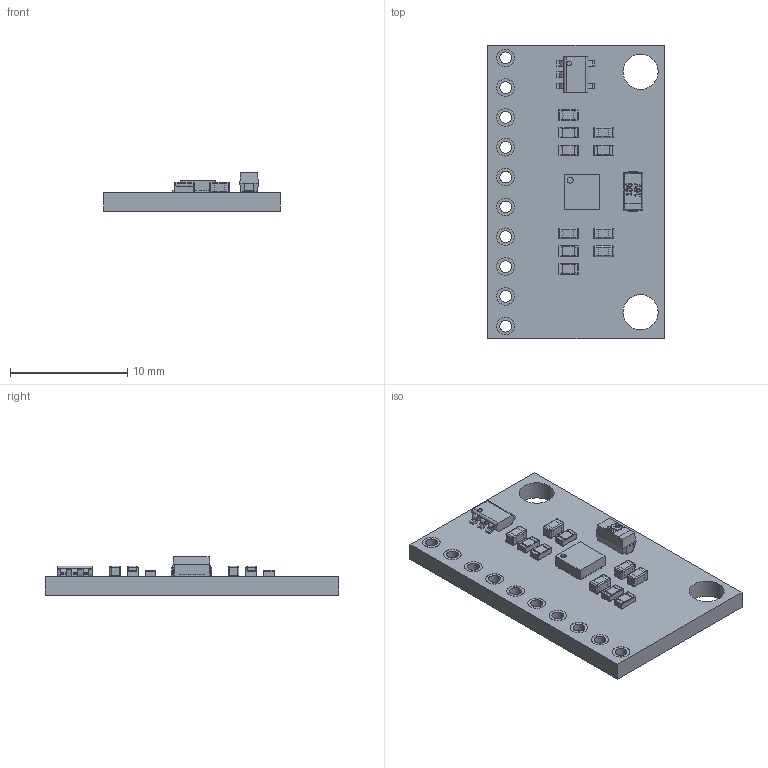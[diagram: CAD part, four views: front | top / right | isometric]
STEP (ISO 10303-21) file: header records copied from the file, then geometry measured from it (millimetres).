
FILE_DESCRIPTION(/* description */ ('VariCAD 2022-1.06 AP-214'),/* implementation_level */ '2;1');
FILE_NAME(/* name */ 'MPU-9250.stp',/* time_stamp */ '2022-05-02T11:57:45+01:00',/* author */ (''),/* organization */ (''),/* preprocessor_version */ 'VariCAD 2022-1.06',/* originating_system */ 'VariCAD 2022-1.06; kernel version (20180118)',/* authorisation */ '');
FILE_SCHEMA(('AUTOMOTIVE_DESIGN'));
Length unit declared in the file: millimetre
Products named in the file (45): MPU-9250; SOT23_5; board; hole_plating; QFN-24 3x3 0.4mm; tantalum 10uF; RESC-06031; RESC-06032; RESC-06033; CAPC-0603-T0.9-BN
Assembly tree (44 placements, depth 2):
  MPU-9250
    SOT23_5
    board
    hole_plating
    hole_plating
    hole_plating
    hole_plating
    hole_plating
    hole_plating
    hole_plating
    hole_plating
    hole_plating
    hole_plating
    hole_plating
    hole_plating
    hole_plating
    hole_plating
    hole_plating
    hole_plating
    hole_plating
    hole_plating
    hole_plating
    hole_plating
    QFN-24 3x3 0.4mm
    tantalum 10uF
    RESC-06031
    RESC-06031
    RESC-06031
    RESC-06031
    RESC-06031
    RESC-06032
    RESC-06032
    RESC-06032
    RESC-06032
    RESC-06032
    RESC-06033
    RESC-06033
    RESC-06033
    RESC-06033
    RESC-06033
    CAPC-0603-T0.9-BN
    CAPC-0603-T0.9-BN
    CAPC-0603-T0.9-BN
    CAPC-0603-T0.9-BN
    CAPC-0603-T0.9-BN
Bounding box: 15 x 25 x 3.28 mm (x, y, z)
Volume: 581.9 mm3; surface area: 1119.1 mm2
Topology: 43 solids, 44 shells, 819 faces, 2268 edges, 1503 vertices
Faces by surface type: plane 522, cylinder 255, sphere 40, bspline 2
Entity records: 28202 total; most frequent: CARTESIAN_POINT 5292, DIRECTION 4678, ORIENTED_EDGE 4452, EDGE_CURVE 2228, AXIS2_PLACEMENT_3D 1580, LINE 1518, VECTOR 1518, VERTEX_POINT 1504
